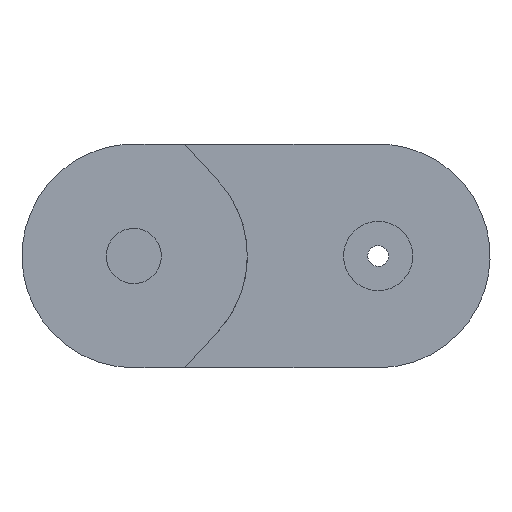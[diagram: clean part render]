
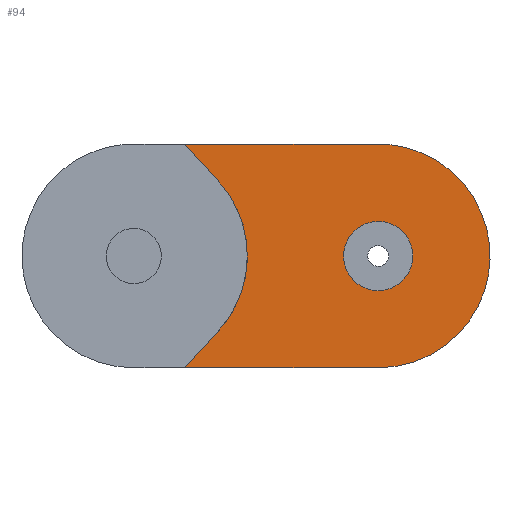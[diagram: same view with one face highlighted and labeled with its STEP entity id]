
A CAD part, front view. The second image highlights one B-rep face of the part: STEP entity #94.
In plain terms, the highlighted planar face has unit normal (0, -1, 0).
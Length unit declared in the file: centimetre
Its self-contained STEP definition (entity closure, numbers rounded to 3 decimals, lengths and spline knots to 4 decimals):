
#59=FACE_BOUND('',#421,.T.);
#94=ADVANCED_FACE('',(#256,#59),#2530,.T.);
#256=FACE_OUTER_BOUND('',#420,.T.);
#420=EDGE_LOOP('',(#661,#662,#663,#664,#665,#666));
#421=EDGE_LOOP('',(#667,#668));
#661=ORIENTED_EDGE('',*,*,#1453,.T.);
#662=ORIENTED_EDGE('',*,*,#1452,.T.);
#663=ORIENTED_EDGE('',*,*,#1455,.T.);
#664=ORIENTED_EDGE('',*,*,#1444,.T.);
#665=ORIENTED_EDGE('',*,*,#1447,.T.);
#666=ORIENTED_EDGE('',*,*,#1454,.T.);
#667=ORIENTED_EDGE('',*,*,#1511,.F.);
#668=ORIENTED_EDGE('',*,*,#1506,.F.);
#1444=EDGE_CURVE('',#2268,#2270,#2056,.T.);
#1447=EDGE_CURVE('',#2270,#2273,#2058,.T.);
#1452=EDGE_CURVE('',#2274,#2272,#2061,.T.);
#1453=EDGE_CURVE('',#2275,#2274,#2062,.T.);
#1454=EDGE_CURVE('',#2273,#2275,#2063,.T.);
#1455=EDGE_CURVE('',#2272,#2268,#2064,.T.);
#1506=EDGE_CURVE('',#2307,#2309,#2083,.T.);
#1511=EDGE_CURVE('',#2309,#2307,#2087,.T.);
#2056=(
BOUNDED_CURVE()
B_SPLINE_CURVE(2,(#3224,#3225,#3226,#3227,#3228),.UNSPECIFIED.,.F.,.F.)
B_SPLINE_CURVE_WITH_KNOTS((3,2,3),(-60.9581,-55.853,
-50.7479),.UNSPECIFIED.)
CURVE()
GEOMETRIC_REPRESENTATION_ITEM()
RATIONAL_B_SPLINE_CURVE((1.,0.707,1.,0.707,1.))
REPRESENTATION_ITEM('')
);
#2058=(
BOUNDED_CURVE()
B_SPLINE_CURVE(2,(#3236,#3237,#3238),.UNSPECIFIED.,.F.,.F.)
B_SPLINE_CURVE_WITH_KNOTS((3,3),(-50.7479,-45.128),
 .UNSPECIFIED.)
CURVE()
GEOMETRIC_REPRESENTATION_ITEM()
RATIONAL_B_SPLINE_CURVE((1.,1.,1.))
REPRESENTATION_ITEM('')
);
#2061=(
BOUNDED_CURVE()
B_SPLINE_CURVE(2,(#3249,#3250,#3251),.UNSPECIFIED.,.F.,.F.)
B_SPLINE_CURVE_WITH_KNOTS((3,3),(4.9566,6.319),
 .UNSPECIFIED.)
CURVE()
GEOMETRIC_REPRESENTATION_ITEM()
RATIONAL_B_SPLINE_CURVE((1.,1.,1.))
REPRESENTATION_ITEM('')
);
#2062=(
BOUNDED_CURVE()
B_SPLINE_CURVE(2,(#3252,#3253,#3254),.UNSPECIFIED.,.F.,.F.)
B_SPLINE_CURVE_WITH_KNOTS((3,3),(0.,4.9566),.UNSPECIFIED.)
CURVE()
GEOMETRIC_REPRESENTATION_ITEM()
RATIONAL_B_SPLINE_CURVE((1.,0.723,1.))
REPRESENTATION_ITEM('')
);
#2063=(
BOUNDED_CURVE()
B_SPLINE_CURVE(2,(#3255,#3256,#3257),.UNSPECIFIED.,.F.,.F.)
B_SPLINE_CURVE_WITH_KNOTS((3,3),(-1.3625,0.),.UNSPECIFIED.)
CURVE()
GEOMETRIC_REPRESENTATION_ITEM()
RATIONAL_B_SPLINE_CURVE((1.,1.,1.))
REPRESENTATION_ITEM('')
);
#2064=(
BOUNDED_CURVE()
B_SPLINE_CURVE(2,(#3258,#3259,#3260),.UNSPECIFIED.,.F.,.F.)
B_SPLINE_CURVE_WITH_KNOTS((3,3),(-66.578,-60.9581),
 .UNSPECIFIED.)
CURVE()
GEOMETRIC_REPRESENTATION_ITEM()
RATIONAL_B_SPLINE_CURVE((1.,1.,1.))
REPRESENTATION_ITEM('')
);
#2083=(
BOUNDED_CURVE()
B_SPLINE_CURVE(2,(#3379,#3380,#3381,#3382,#3383),.UNSPECIFIED.,.F.,.F.)
B_SPLINE_CURVE_WITH_KNOTS((3,2,3),(0.,1.5787,3.1573),
 .UNSPECIFIED.)
CURVE()
GEOMETRIC_REPRESENTATION_ITEM()
RATIONAL_B_SPLINE_CURVE((1.,0.707,1.,0.707,1.))
REPRESENTATION_ITEM('')
);
#2087=(
BOUNDED_CURVE()
B_SPLINE_CURVE(2,(#3398,#3399,#3400,#3401,#3402),.UNSPECIFIED.,.F.,.F.)
B_SPLINE_CURVE_WITH_KNOTS((3,2,3),(3.1573,4.736,6.3146),
 .UNSPECIFIED.)
CURVE()
GEOMETRIC_REPRESENTATION_ITEM()
RATIONAL_B_SPLINE_CURVE((1.,0.707,1.,0.707,1.))
REPRESENTATION_ITEM('')
);
#2268=VERTEX_POINT('',#3095);
#2270=VERTEX_POINT('',#3097);
#2272=VERTEX_POINT('',#3099);
#2273=VERTEX_POINT('',#3100);
#2274=VERTEX_POINT('',#3101);
#2275=VERTEX_POINT('',#3102);
#2307=VERTEX_POINT('',#3134);
#2309=VERTEX_POINT('',#3136);
#2530=PLANE('',#2712);
#2712=AXIS2_PLACEMENT_3D('',#2990,#2811,$);
#2811=DIRECTION('',(0.,-1.,0.));
#2990=CARTESIAN_POINT('',(-8.91,-4.8499,-0.8125));
#3095=CARTESIAN_POINT('',(3.14,-4.8499,0.));
#3097=CARTESIAN_POINT('',(3.14,-4.8499,6.5));
#3099=CARTESIAN_POINT('',(-2.4799,-4.8499,0.));
#3100=CARTESIAN_POINT('',(-2.4799,-4.8499,6.5));
#3101=CARTESIAN_POINT('',(-1.56,-4.8499,1.005));
#3102=CARTESIAN_POINT('',(-1.56,-4.8499,5.495));
#3134=CARTESIAN_POINT('',(4.145,-4.8499,3.2445));
#3136=CARTESIAN_POINT('',(2.135,-4.8499,3.2555));
#3224=CARTESIAN_POINT('',(3.14,-4.8499,0.));
#3225=CARTESIAN_POINT('',(6.39,-4.8499,0.));
#3226=CARTESIAN_POINT('',(6.39,-4.8499,3.25));
#3227=CARTESIAN_POINT('',(6.39,-4.8499,6.5));
#3228=CARTESIAN_POINT('',(3.14,-4.8499,6.5));
#3236=CARTESIAN_POINT('',(3.14,-4.8499,6.5));
#3237=CARTESIAN_POINT('',(0.33,-4.8499,6.5));
#3238=CARTESIAN_POINT('',(-2.4799,-4.8499,6.5));
#3249=CARTESIAN_POINT('',(-1.56,-4.8499,1.005));
#3250=CARTESIAN_POINT('',(-2.02,-4.8499,0.5025));
#3251=CARTESIAN_POINT('',(-2.4799,-4.8499,0.));
#3252=CARTESIAN_POINT('',(-1.56,-4.8499,5.495));
#3253=CARTESIAN_POINT('',(0.5847,-4.8499,3.25));
#3254=CARTESIAN_POINT('',(-1.56,-4.8499,1.005));
#3255=CARTESIAN_POINT('',(-2.4799,-4.8499,6.5));
#3256=CARTESIAN_POINT('',(-2.02,-4.8499,5.9975));
#3257=CARTESIAN_POINT('',(-1.56,-4.8499,5.495));
#3258=CARTESIAN_POINT('',(-2.4799,-4.8499,0.));
#3259=CARTESIAN_POINT('',(0.33,-4.8499,0.));
#3260=CARTESIAN_POINT('',(3.14,-4.8499,0.));
#3379=CARTESIAN_POINT('',(4.145,-4.8499,3.2445));
#3380=CARTESIAN_POINT('',(4.1505,-4.8499,4.2495));
#3381=CARTESIAN_POINT('',(3.1455,-4.8499,4.255));
#3382=CARTESIAN_POINT('',(2.1405,-4.8499,4.2605));
#3383=CARTESIAN_POINT('',(2.135,-4.8499,3.2555));
#3398=CARTESIAN_POINT('',(2.135,-4.8499,3.2555));
#3399=CARTESIAN_POINT('',(2.1295,-4.8499,2.2506));
#3400=CARTESIAN_POINT('',(3.1345,-4.8499,2.245));
#3401=CARTESIAN_POINT('',(4.1395,-4.8499,2.2395));
#3402=CARTESIAN_POINT('',(4.145,-4.8499,3.2445));
